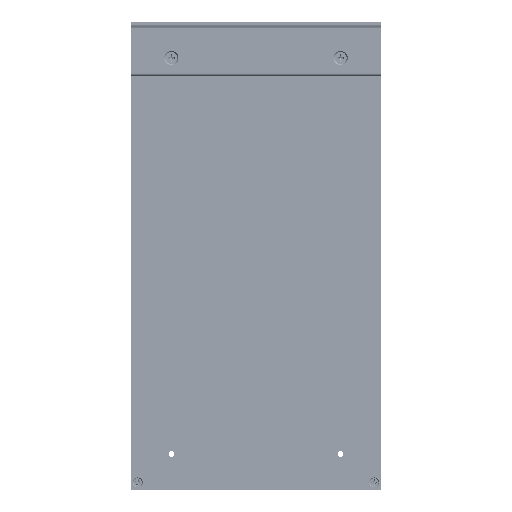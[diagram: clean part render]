
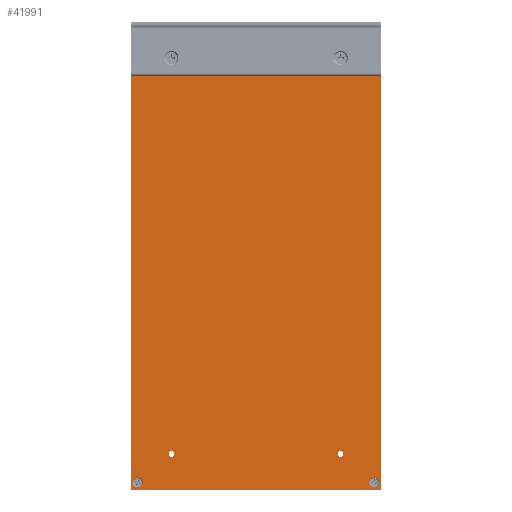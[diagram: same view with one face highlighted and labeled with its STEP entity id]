
A CAD part, front view. The second image highlights one B-rep face of the part: STEP entity #41991.
In plain terms, the highlighted planar face has unit normal (0, -1, 0).
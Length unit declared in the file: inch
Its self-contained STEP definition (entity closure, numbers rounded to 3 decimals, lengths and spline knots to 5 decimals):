
#1161 = DIRECTION ( 'NONE',  ( 0., 0., 1. ) ) ;
#1640 = CARTESIAN_POINT ( 'NONE',  ( -3.48551, -8.3002, -12.99921 ) ) ;
#2302 = DIRECTION ( 'NONE',  ( 0., 1., 0. ) ) ;
#2461 = EDGE_LOOP ( 'NONE', ( #22586 ) ) ;
#3061 = DIRECTION ( 'NONE',  ( 0., 1., 0. ) ) ;
#3201 = VECTOR ( 'NONE', #57300, 39.37008 ) ;
#3350 = EDGE_LOOP ( 'NONE', ( #56871 ) ) ;
#5496 = DIRECTION ( 'NONE',  ( 0., 1., 0. ) ) ;
#5682 = FACE_BOUND ( 'NONE', #135315, .T. ) ;
#7145 = DIRECTION ( 'NONE',  ( 0., 0., 1. ) ) ;
#7697 = AXIS2_PLACEMENT_3D ( 'NONE', #130736, #47751, #58775 ) ;
#11388 = CARTESIAN_POINT ( 'NONE',  ( -3.48551, -8.3002, 0. ) ) ;
#14134 = EDGE_CURVE ( 'NONE', #58600, #58600, #18137, .T. ) ;
#14507 = VERTEX_POINT ( 'NONE', #55886 ) ;
#16667 = FACE_BOUND ( 'NONE', #101722, .T. ) ;
#17271 = VERTEX_POINT ( 'NONE', #45894 ) ;
#17313 = AXIS2_PLACEMENT_3D ( 'NONE', #120573, #3061, #128852 ) ;
#17419 = EDGE_CURVE ( 'NONE', #17271, #76075, #22279, .T. ) ;
#18137 = CIRCLE ( 'NONE', #95093, 0.1378 ) ;
#18933 = CIRCLE ( 'NONE', #52237, 0.07799 ) ;
#19242 = LINE ( 'NONE', #45937, #26556 ) ;
#20265 = EDGE_CURVE ( 'NONE', #25945, #25945, #73208, .T. ) ;
#20675 = AXIS2_PLACEMENT_3D ( 'NONE', #63710, #2302, #85668 ) ;
#22279 = LINE ( 'NONE', #1640, #3201 ) ;
#22586 = ORIENTED_EDGE ( 'NONE', *, *, #121179, .T. ) ;
#24378 = DIRECTION ( 'NONE',  ( -1., 0., 0. ) ) ;
#25945 = VERTEX_POINT ( 'NONE', #98208 ) ;
#26556 = VECTOR ( 'NONE', #68615, 39.37008 ) ;
#27931 = VERTEX_POINT ( 'NONE', #120070 ) ;
#29494 = CARTESIAN_POINT ( 'NONE',  ( 3.28598, -8.3002, -12.92701 ) ) ;
#31561 = DIRECTION ( 'NONE',  ( 0., 0., -1. ) ) ;
#32697 = AXIS2_PLACEMENT_3D ( 'NONE', #110018, #5496, #47557 ) ;
#32926 = EDGE_CURVE ( 'NONE', #14507, #14507, #120471, .T. ) ;
#35060 = CARTESIAN_POINT ( 'NONE',  ( -2.35189, -8.3002, -11.99921 ) ) ;
#37115 = DIRECTION ( 'NONE',  ( 0., 0., 1. ) ) ;
#40010 = VERTEX_POINT ( 'NONE', #101854 ) ;
#41991 = ADVANCED_FACE ( 'NONE', ( #79341, #66341, #119116, #68364, #67010, #58107, #5682, #16667, #90336 ), #48450, .T. ) ;
#42092 = ORIENTED_EDGE ( 'NONE', *, *, #90411, .T. ) ;
#45894 = CARTESIAN_POINT ( 'NONE',  ( -3.48551, -8.3002, -12.99921 ) ) ;
#45937 = CARTESIAN_POINT ( 'NONE',  ( -3.48551, -8.3002, -6.49961 ) ) ;
#46282 = CARTESIAN_POINT ( 'NONE',  ( 3.48449, -8.3002, -12.99921 ) ) ;
#47241 = ORIENTED_EDGE ( 'NONE', *, *, #108001, .T. ) ;
#47557 = DIRECTION ( 'NONE',  ( 0., 0., -1. ) ) ;
#47751 = DIRECTION ( 'NONE',  ( 0., -1., 0. ) ) ;
#48016 = CIRCLE ( 'NONE', #102768, 0.07799 ) ;
#48450 = PLANE ( 'NONE',  #7697 ) ;
#52237 = AXIS2_PLACEMENT_3D ( 'NONE', #35060, #88045, #37115 ) ;
#52354 = CARTESIAN_POINT ( 'NONE',  ( 3.28598, -8.3002, -12.78921 ) ) ;
#55432 = ORIENTED_EDGE ( 'NONE', *, *, #20265, .T. ) ;
#55517 = CARTESIAN_POINT ( 'NONE',  ( -3.48551, -8.3002, 0. ) ) ;
#55886 = CARTESIAN_POINT ( 'NONE',  ( -3.28701, -8.3002, -0.3478 ) ) ;
#56871 = ORIENTED_EDGE ( 'NONE', *, *, #14134, .T. ) ;
#57300 = DIRECTION ( 'NONE',  ( 1., 0., 0. ) ) ;
#58107 = FACE_BOUND ( 'NONE', #59086, .T. ) ;
#58232 = EDGE_LOOP ( 'NONE', ( #130329 ) ) ;
#58600 = VERTEX_POINT ( 'NONE', #59276 ) ;
#58775 = DIRECTION ( 'NONE',  ( 0., 0., -1. ) ) ;
#59086 = EDGE_LOOP ( 'NONE', ( #55432 ) ) ;
#59276 = CARTESIAN_POINT ( 'NONE',  ( 3.28598, -8.3002, -0.3478 ) ) ;
#63710 = CARTESIAN_POINT ( 'NONE',  ( -2.35189, -8.3002, -1. ) ) ;
#64112 = CARTESIAN_POINT ( 'NONE',  ( 2.35087, -8.3002, -12.0772 ) ) ;
#64597 = CARTESIAN_POINT ( 'NONE',  ( 3.48449, -8.3002, -6.49961 ) ) ;
#66042 = VERTEX_POINT ( 'NONE', #110195 ) ;
#66341 = FACE_BOUND ( 'NONE', #102274, .T. ) ;
#67010 = FACE_BOUND ( 'NONE', #3350, .T. ) ;
#67877 = CARTESIAN_POINT ( 'NONE',  ( 3.28598, -8.3002, -0.21 ) ) ;
#68364 = FACE_BOUND ( 'NONE', #58232, .T. ) ;
#68615 = DIRECTION ( 'NONE',  ( 0., 0., -1. ) ) ;
#69898 = DIRECTION ( 'NONE',  ( 0., 1., 0. ) ) ;
#71636 = EDGE_CURVE ( 'NONE', #76075, #66042, #96124, .T. ) ;
#73052 = VERTEX_POINT ( 'NONE', #64112 ) ;
#73208 = CIRCLE ( 'NONE', #86346, 0.07799 ) ;
#76075 = VERTEX_POINT ( 'NONE', #46282 ) ;
#79077 = EDGE_CURVE ( 'NONE', #27931, #27931, #131482, .T. ) ;
#79341 = FACE_BOUND ( 'NONE', #2461, .T. ) ;
#79585 = ORIENTED_EDGE ( 'NONE', *, *, #133399, .T. ) ;
#80112 = ORIENTED_EDGE ( 'NONE', *, *, #71636, .T. ) ;
#80965 = DIRECTION ( 'NONE',  ( 0., 1., 0. ) ) ;
#81209 = EDGE_LOOP ( 'NONE', ( #124028 ) ) ;
#84674 = VECTOR ( 'NONE', #24378, 39.37008 ) ;
#85668 = DIRECTION ( 'NONE',  ( 0., 0., -1. ) ) ;
#85864 = EDGE_CURVE ( 'NONE', #104523, #17271, #19242, .T. ) ;
#86346 = AXIS2_PLACEMENT_3D ( 'NONE', #127629, #107041, #1161 ) ;
#88045 = DIRECTION ( 'NONE',  ( 0., 1., 0. ) ) ;
#89833 = DIRECTION ( 'NONE',  ( 0., 0., -1. ) ) ;
#90336 = FACE_OUTER_BOUND ( 'NONE', #122112, .T. ) ;
#90411 = EDGE_CURVE ( 'NONE', #73052, #73052, #48016, .T. ) ;
#95093 = AXIS2_PLACEMENT_3D ( 'NONE', #67877, #69898, #89833 ) ;
#96124 = LINE ( 'NONE', #64597, #102210 ) ;
#98208 = CARTESIAN_POINT ( 'NONE',  ( 2.35087, -8.3002, -0.92201 ) ) ;
#99874 = VERTEX_POINT ( 'NONE', #29494 ) ;
#101722 = EDGE_LOOP ( 'NONE', ( #42092 ) ) ;
#101854 = CARTESIAN_POINT ( 'NONE',  ( -2.35189, -8.3002, -1.07799 ) ) ;
#102210 = VECTOR ( 'NONE', #7145, 39.37008 ) ;
#102274 = EDGE_LOOP ( 'NONE', ( #113584 ) ) ;
#102768 = AXIS2_PLACEMENT_3D ( 'NONE', #110437, #80965, #130976 ) ;
#103108 = DIRECTION ( 'NONE',  ( 0., 1., 0. ) ) ;
#103881 = EDGE_CURVE ( 'NONE', #111672, #111672, #18933, .T. ) ;
#104523 = VERTEX_POINT ( 'NONE', #11388 ) ;
#107041 = DIRECTION ( 'NONE',  ( 0., 1., 0. ) ) ;
#108001 = EDGE_CURVE ( 'NONE', #99874, #99874, #119674, .T. ) ;
#109061 = ORIENTED_EDGE ( 'NONE', *, *, #17419, .T. ) ;
#110018 = CARTESIAN_POINT ( 'NONE',  ( -3.28701, -8.3002, -0.21 ) ) ;
#110195 = CARTESIAN_POINT ( 'NONE',  ( 3.48449, -8.3002, 0. ) ) ;
#110437 = CARTESIAN_POINT ( 'NONE',  ( 2.35087, -8.3002, -11.99921 ) ) ;
#111421 = ORIENTED_EDGE ( 'NONE', *, *, #85864, .T. ) ;
#111672 = VERTEX_POINT ( 'NONE', #124037 ) ;
#113584 = ORIENTED_EDGE ( 'NONE', *, *, #32926, .T. ) ;
#117905 = LINE ( 'NONE', #55517, #84674 ) ;
#119116 = FACE_BOUND ( 'NONE', #81209, .T. ) ;
#119674 = CIRCLE ( 'NONE', #126267, 0.1378 ) ;
#120070 = CARTESIAN_POINT ( 'NONE',  ( -3.28701, -8.3002, -12.92701 ) ) ;
#120471 = CIRCLE ( 'NONE', #32697, 0.1378 ) ;
#120573 = CARTESIAN_POINT ( 'NONE',  ( -3.28701, -8.3002, -12.78921 ) ) ;
#121179 = EDGE_CURVE ( 'NONE', #40010, #40010, #126083, .T. ) ;
#122112 = EDGE_LOOP ( 'NONE', ( #79585, #111421, #109061, #80112 ) ) ;
#124028 = ORIENTED_EDGE ( 'NONE', *, *, #79077, .T. ) ;
#124037 = CARTESIAN_POINT ( 'NONE',  ( -2.35189, -8.3002, -11.92122 ) ) ;
#126083 = CIRCLE ( 'NONE', #20675, 0.07799 ) ;
#126267 = AXIS2_PLACEMENT_3D ( 'NONE', #52354, #103108, #31561 ) ;
#127629 = CARTESIAN_POINT ( 'NONE',  ( 2.35087, -8.3002, -1. ) ) ;
#128852 = DIRECTION ( 'NONE',  ( 0., 0., -1. ) ) ;
#130329 = ORIENTED_EDGE ( 'NONE', *, *, #103881, .T. ) ;
#130736 = CARTESIAN_POINT ( 'NONE',  ( -3.48551, -8.3002, -6.49961 ) ) ;
#130976 = DIRECTION ( 'NONE',  ( 0., 0., -1. ) ) ;
#131482 = CIRCLE ( 'NONE', #17313, 0.1378 ) ;
#133399 = EDGE_CURVE ( 'NONE', #66042, #104523, #117905, .T. ) ;
#135315 = EDGE_LOOP ( 'NONE', ( #47241 ) ) ;
